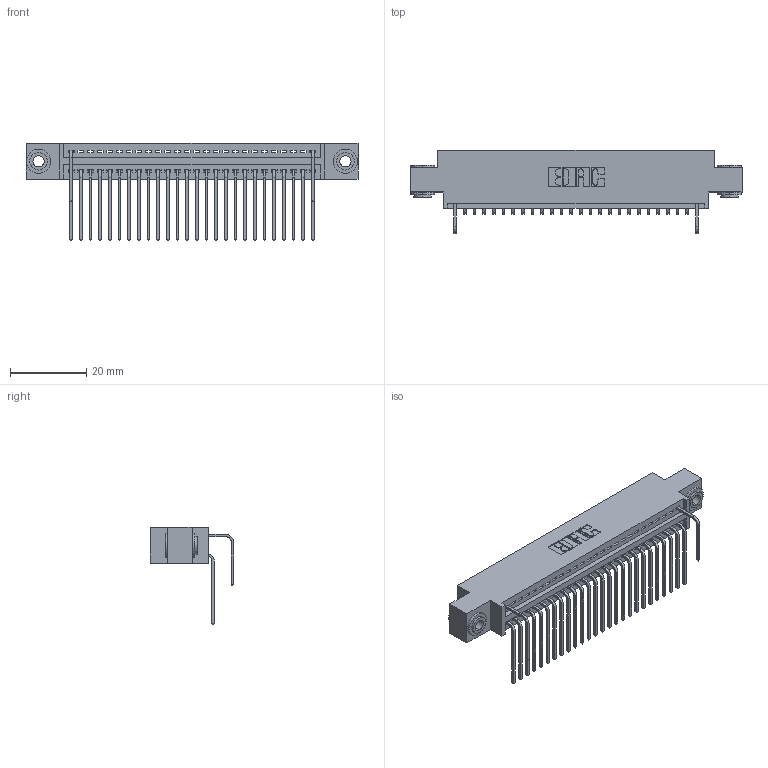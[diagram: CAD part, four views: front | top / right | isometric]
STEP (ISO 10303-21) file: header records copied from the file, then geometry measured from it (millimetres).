
FILE_DESCRIPTION (( 'STEP AP203' ), '1' );
FILE_NAME ('345-052-558-803.STEP', '2018-09-23T00:34:57', ( '' ), ( '' ), 'SwSTEP 2.0', 'SolidWorks 2016', '' );
FILE_SCHEMA (( 'CONFIG_CONTROL_DESIGN' ));
Length unit declared in the file: inch
Products named in the file (5): 345-292-001_558 Tail - 2; 345-250-002_345-250-002-102; 345-052-558-803; 345 Part_0.170 Offset - 0.156 Dia-TH; 345-292-001_558 559 Tail - 1
Assembly tree (31 placements, depth 2):
  345-052-558-803
    345 Part_0.170 Offset - 0.156 Dia-TH
    345-292-001_558 559 Tail - 1  x26
    345-292-001_558 Tail - 2  x2
    345-250-002_345-250-002-102  x2
Bounding box: 87.25 x 21.83 x 25.53 mm (x, y, z)
Volume: 8178.1 mm3; surface area: 11661.4 mm2
Topology: 31 solids, 31 shells, 1816 faces, 5417 edges, 3570 vertices
Faces by surface type: plane 1242, cylinder 566, cone 8
Entity records: 24220 total; most frequent: CARTESIAN_POINT 4202, ORIENTED_EDGE 4102, DIRECTION 3701, EDGE_CURVE 2051, LINE 1751, VECTOR 1751, VERTEX_POINT 1362, AXIS2_PLACEMENT_3D 975
